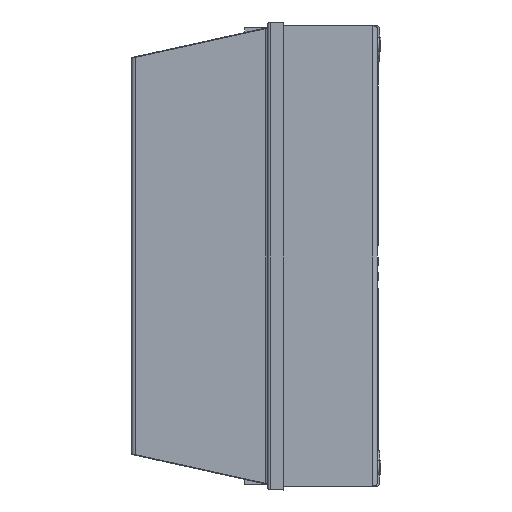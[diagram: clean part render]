
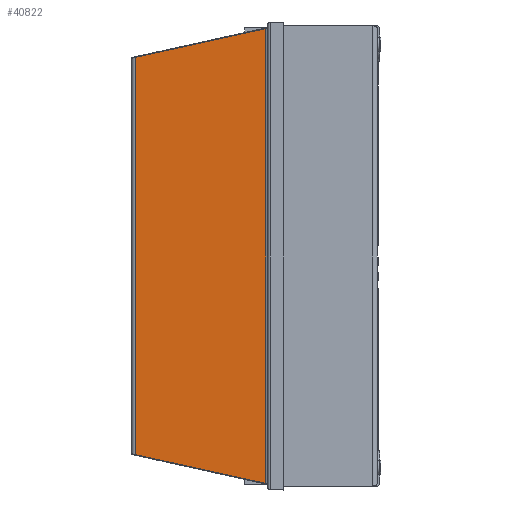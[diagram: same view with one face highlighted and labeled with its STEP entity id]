
A CAD part, left-side view. The second image highlights one B-rep face of the part: STEP entity #40822.
In plain terms, the highlighted face is planar.
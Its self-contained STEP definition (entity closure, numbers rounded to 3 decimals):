
#29853=CARTESIAN_POINT('',(93.3,71.587,
-490.841));
#29869=DIRECTION('',(0.,1.,0.));
#29870=VECTOR('',#29869,176.441);
#29871=CARTESIAN_POINT('',(93.3,-104.854,
-490.841));
#29872=LINE('',#29871,#29870);
#29877=DIRECTION('',(-0.036,-0.215,-0.976));
#29878=VECTOR('',#29877,59.239);
#29879=CARTESIAN_POINT('',(95.415,84.349,
-433.031));
#29880=LINE('',#29879,#29878);
#29881=DIRECTION('',(0.036,-0.215,0.976));
#29882=VECTOR('',#29881,59.239);
#29883=CARTESIAN_POINT('',(93.3,-104.854,
-490.841));
#29884=LINE('',#29883,#29882);
#29889=DIRECTION('',(0.,-1.,0.));
#29890=VECTOR('',#29889,201.965);
#29891=CARTESIAN_POINT('',(95.415,84.349,
-433.031));
#29892=LINE('',#29891,#29890);
#37070=CARTESIAN_POINT('',(93.3,-104.854,
-490.841));
#37071=VERTEX_POINT('',#37070);
#37072=CARTESIAN_POINT('',(95.415,-117.616,
-433.031));
#37073=VERTEX_POINT('',#37072);
#37207=VERTEX_POINT('',#29853);
#37208=CARTESIAN_POINT('',(95.415,84.349,
-433.031));
#37209=VERTEX_POINT('',#37208);
#40809=CARTESIAN_POINT('',(93.23,87.316,-492.768));
#40810=DIRECTION('',(-0.999,0.,0.037));
#40811=DIRECTION('',(0.037,0.,0.999));
#40812=AXIS2_PLACEMENT_3D('',#40809,#40810,#40811);
#40813=PLANE('',#40812);
#40815=ORIENTED_EDGE('',*,*,#40814,.F.);
#40817=ORIENTED_EDGE('',*,*,#40816,.T.);
#40818=ORIENTED_EDGE('',*,*,#40801,.F.);
#40819=ORIENTED_EDGE('',*,*,#39758,.T.);
#40820=EDGE_LOOP('',(#40815,#40817,#40818,#40819));
#40821=FACE_OUTER_BOUND('',#40820,.F.);
#39758=EDGE_CURVE('',#37071,#37073,#29884,.T.);
#40801=EDGE_CURVE('',#37071,#37207,#29872,.T.);
#40814=EDGE_CURVE('',#37209,#37073,#29892,.T.);
#40816=EDGE_CURVE('',#37209,#37207,#29880,.T.);
#40822=ADVANCED_FACE('',(#40821),#40813,.F.);
